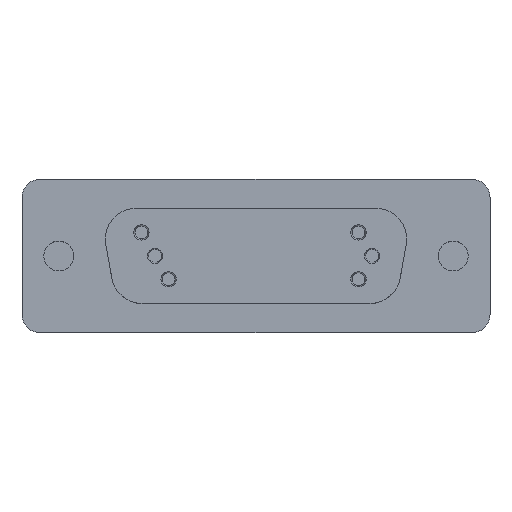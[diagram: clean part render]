
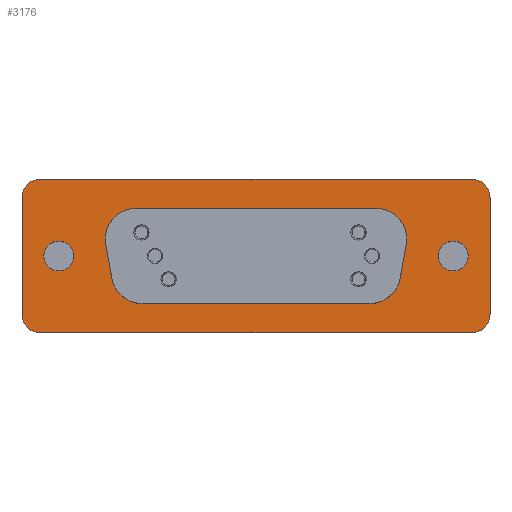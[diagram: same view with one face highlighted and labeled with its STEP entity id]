
A CAD part, top view. The second image highlights one B-rep face of the part: STEP entity #3176.
In plain terms, the highlighted planar face has unit normal (0, 0, 1).
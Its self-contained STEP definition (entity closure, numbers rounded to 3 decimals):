
#226 = EDGE_CURVE('',#227,#229,#231,.T.);
#227 = VERTEX_POINT('',#228);
#228 = CARTESIAN_POINT('',(0.959,-5.999,7.14));
#229 = VERTEX_POINT('',#230);
#230 = CARTESIAN_POINT('',(-18.273,-5.999,7.14));
#231 = LINE('',#232,#233);
#232 = CARTESIAN_POINT('',(0.959,-5.999,7.14));
#233 = VECTOR('',#234,1.);
#234 = DIRECTION('',(-1.,0.,0.));
#266 = EDGE_CURVE('',#267,#227,#269,.T.);
#267 = VERTEX_POINT('',#268);
#268 = CARTESIAN_POINT('',(3.519,-3.851,7.14));
#269 = CIRCLE('',#270,2.6);
#270 = AXIS2_PLACEMENT_3D('',#271,#272,#273);
#271 = CARTESIAN_POINT('',(0.959,-3.399,7.14));
#272 = DIRECTION('',(0.,0.,-1.));
#273 = DIRECTION('',(0.985,-0.174,0.)
  );
#299 = EDGE_CURVE('',#300,#267,#302,.T.);
#300 = VERTEX_POINT('',#301);
#301 = CARTESIAN_POINT('',(4.018,-1.021,7.14));
#302 = LINE('',#303,#304);
#303 = CARTESIAN_POINT('',(4.018,-1.021,7.14));
#304 = VECTOR('',#305,1.);
#305 = DIRECTION('',(-0.174,-0.985,0.));
#330 = EDGE_CURVE('',#331,#300,#333,.T.);
#331 = VERTEX_POINT('',#332);
#332 = CARTESIAN_POINT('',(1.458,2.031,7.14));
#333 = CIRCLE('',#334,2.6);
#334 = AXIS2_PLACEMENT_3D('',#335,#336,#337);
#335 = CARTESIAN_POINT('',(1.458,-0.569,7.14));
#336 = DIRECTION('',(0.,0.,-1.));
#337 = DIRECTION('',(0.,1.,0.));
#363 = EDGE_CURVE('',#364,#331,#366,.T.);
#364 = VERTEX_POINT('',#365);
#365 = CARTESIAN_POINT('',(-18.772,2.031,7.14));
#366 = LINE('',#367,#368);
#367 = CARTESIAN_POINT('',(-18.772,2.031,7.14));
#368 = VECTOR('',#369,1.);
#369 = DIRECTION('',(1.,0.,0.));
#394 = EDGE_CURVE('',#395,#364,#397,.T.);
#395 = VERTEX_POINT('',#396);
#396 = CARTESIAN_POINT('',(-21.333,-1.021,7.14));
#397 = CIRCLE('',#398,2.6);
#398 = AXIS2_PLACEMENT_3D('',#399,#400,#401);
#399 = CARTESIAN_POINT('',(-18.772,-0.569,7.14));
#400 = DIRECTION('',(0.,0.,-1.));
#401 = DIRECTION('',(-0.985,-0.174,0.
    ));
#427 = EDGE_CURVE('',#428,#395,#430,.T.);
#428 = VERTEX_POINT('',#429);
#429 = CARTESIAN_POINT('',(-20.834,-3.851,7.14));
#430 = LINE('',#431,#432);
#431 = CARTESIAN_POINT('',(-20.834,-3.851,7.14));
#432 = VECTOR('',#433,1.);
#433 = DIRECTION('',(-0.174,0.985,0.));
#475 = EDGE_CURVE('',#476,#476,#478,.T.);
#476 = VERTEX_POINT('',#477);
#477 = CARTESIAN_POINT('',(9.253,-1.984,7.14));
#478 = CIRCLE('',#479,1.26);
#479 = AXIS2_PLACEMENT_3D('',#480,#481,#482);
#480 = CARTESIAN_POINT('',(7.993,-1.984,7.14));
#481 = DIRECTION('',(0.,0.,-1.));
#482 = DIRECTION('',(1.,0.,0.));
#516 = EDGE_CURVE('',#517,#517,#519,.T.);
#517 = VERTEX_POINT('',#518);
#518 = CARTESIAN_POINT('',(-24.047,-1.984,7.14));
#519 = CIRCLE('',#520,1.26);
#520 = AXIS2_PLACEMENT_3D('',#521,#522,#523);
#521 = CARTESIAN_POINT('',(-25.307,-1.984,7.14));
#522 = DIRECTION('',(0.,0.,-1.));
#523 = DIRECTION('',(1.,0.,0.));
#2904 = VERTEX_POINT('',#2905);
#2905 = CARTESIAN_POINT('',(9.593,4.481,7.14));
#2911 = EDGE_CURVE('',#2904,#2912,#2914,.T.);
#2912 = VERTEX_POINT('',#2913);
#2913 = CARTESIAN_POINT('',(11.093,2.981,7.14));
#2914 = CIRCLE('',#2915,1.5);
#2915 = AXIS2_PLACEMENT_3D('',#2916,#2917,#2918);
#2916 = CARTESIAN_POINT('',(9.593,2.981,7.14));
#2917 = DIRECTION('',(0.,0.,-1.));
#2918 = DIRECTION('',(0.,1.,0.));
#2943 = EDGE_CURVE('',#2912,#2944,#2946,.T.);
#2944 = VERTEX_POINT('',#2945);
#2945 = CARTESIAN_POINT('',(11.093,-6.949,7.14));
#2946 = LINE('',#2947,#2948);
#2947 = CARTESIAN_POINT('',(11.093,2.981,7.14));
#2948 = VECTOR('',#2949,1.);
#2949 = DIRECTION('',(0.,-1.,0.));
#2975 = EDGE_CURVE('',#2944,#2976,#2978,.T.);
#2976 = VERTEX_POINT('',#2977);
#2977 = CARTESIAN_POINT('',(9.593,-8.449,7.14));
#2978 = CIRCLE('',#2979,1.5);
#2979 = AXIS2_PLACEMENT_3D('',#2980,#2981,#2982);
#2980 = CARTESIAN_POINT('',(9.593,-6.949,7.14));
#2981 = DIRECTION('',(0.,0.,-1.));
#2982 = DIRECTION('',(1.,0.,0.));
#3007 = EDGE_CURVE('',#2976,#3008,#3010,.T.);
#3008 = VERTEX_POINT('',#3009);
#3009 = CARTESIAN_POINT('',(-26.907,-8.449,7.14));
#3010 = LINE('',#3011,#3012);
#3011 = CARTESIAN_POINT('',(9.593,-8.449,7.14));
#3012 = VECTOR('',#3013,1.);
#3013 = DIRECTION('',(-1.,0.,0.));
#3039 = EDGE_CURVE('',#3008,#3040,#3042,.T.);
#3040 = VERTEX_POINT('',#3041);
#3041 = CARTESIAN_POINT('',(-28.407,-6.949,7.14));
#3042 = CIRCLE('',#3043,1.5);
#3043 = AXIS2_PLACEMENT_3D('',#3044,#3045,#3046);
#3044 = CARTESIAN_POINT('',(-26.907,-6.949,7.14));
#3045 = DIRECTION('',(0.,0.,-1.));
#3046 = DIRECTION('',(0.,-1.,0.));
#3071 = EDGE_CURVE('',#3040,#3072,#3074,.T.);
#3072 = VERTEX_POINT('',#3073);
#3073 = CARTESIAN_POINT('',(-28.407,2.981,7.14));
#3074 = LINE('',#3075,#3076);
#3075 = CARTESIAN_POINT('',(-28.407,-6.949,7.14));
#3076 = VECTOR('',#3077,1.);
#3077 = DIRECTION('',(0.,1.,0.));
#3103 = EDGE_CURVE('',#3072,#3104,#3106,.T.);
#3104 = VERTEX_POINT('',#3105);
#3105 = CARTESIAN_POINT('',(-26.907,4.481,7.14));
#3106 = CIRCLE('',#3107,1.5);
#3107 = AXIS2_PLACEMENT_3D('',#3108,#3109,#3110);
#3108 = CARTESIAN_POINT('',(-26.907,2.981,7.14));
#3109 = DIRECTION('',(0.,0.,-1.));
#3110 = DIRECTION('',(-1.,0.,0.));
#3165 = EDGE_CURVE('',#3104,#2904,#3166,.T.);
#3166 = LINE('',#3167,#3168);
#3167 = CARTESIAN_POINT('',(-26.907,4.481,7.14));
#3168 = VECTOR('',#3169,1.);
#3169 = DIRECTION('',(1.,0.,0.));
#3176 = ADVANCED_FACE('',(#3177,#3193,#3196,#3199),#3209,.T.);
#3177 = FACE_BOUND('',#3178,.T.);
#3178 = EDGE_LOOP('',(#3179,#3186,#3187,#3188,#3189,#3190,#3191,#3192));
#3179 = ORIENTED_EDGE('',*,*,#3180,.T.);
#3180 = EDGE_CURVE('',#229,#428,#3181,.T.);
#3181 = CIRCLE('',#3182,2.6);
#3182 = AXIS2_PLACEMENT_3D('',#3183,#3184,#3185);
#3183 = CARTESIAN_POINT('',(-18.273,-3.399,7.14));
#3184 = DIRECTION('',(0.,0.,-1.));
#3185 = DIRECTION('',(0.,-1.,0.));
#3186 = ORIENTED_EDGE('',*,*,#427,.T.);
#3187 = ORIENTED_EDGE('',*,*,#394,.T.);
#3188 = ORIENTED_EDGE('',*,*,#363,.T.);
#3189 = ORIENTED_EDGE('',*,*,#330,.T.);
#3190 = ORIENTED_EDGE('',*,*,#299,.T.);
#3191 = ORIENTED_EDGE('',*,*,#266,.T.);
#3192 = ORIENTED_EDGE('',*,*,#226,.T.);
#3193 = FACE_BOUND('',#3194,.T.);
#3194 = EDGE_LOOP('',(#3195));
#3195 = ORIENTED_EDGE('',*,*,#475,.T.);
#3196 = FACE_BOUND('',#3197,.T.);
#3197 = EDGE_LOOP('',(#3198));
#3198 = ORIENTED_EDGE('',*,*,#516,.T.);
#3199 = FACE_BOUND('',#3200,.T.);
#3200 = EDGE_LOOP('',(#3201,#3202,#3203,#3204,#3205,#3206,#3207,#3208));
#3201 = ORIENTED_EDGE('',*,*,#3165,.F.);
#3202 = ORIENTED_EDGE('',*,*,#3103,.F.);
#3203 = ORIENTED_EDGE('',*,*,#3071,.F.);
#3204 = ORIENTED_EDGE('',*,*,#3039,.F.);
#3205 = ORIENTED_EDGE('',*,*,#3007,.F.);
#3206 = ORIENTED_EDGE('',*,*,#2975,.F.);
#3207 = ORIENTED_EDGE('',*,*,#2943,.F.);
#3208 = ORIENTED_EDGE('',*,*,#2911,.F.);
#3209 = PLANE('',#3210);
#3210 = AXIS2_PLACEMENT_3D('',#3211,#3212,#3213);
#3211 = CARTESIAN_POINT('',(-30.482,-9.196,7.14));
#3212 = DIRECTION('',(0.,0.,1.));
#3213 = DIRECTION('',(1.,0.,0.));
